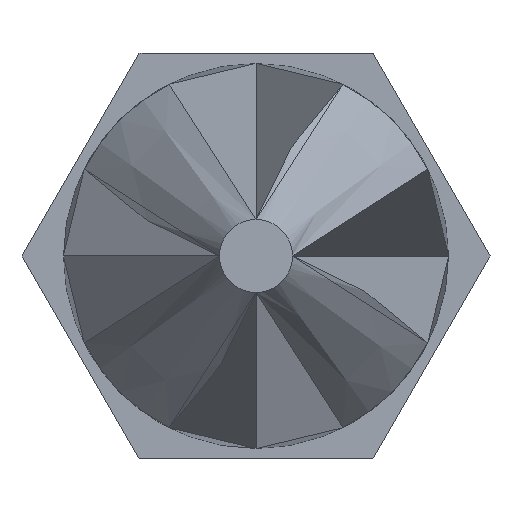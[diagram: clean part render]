
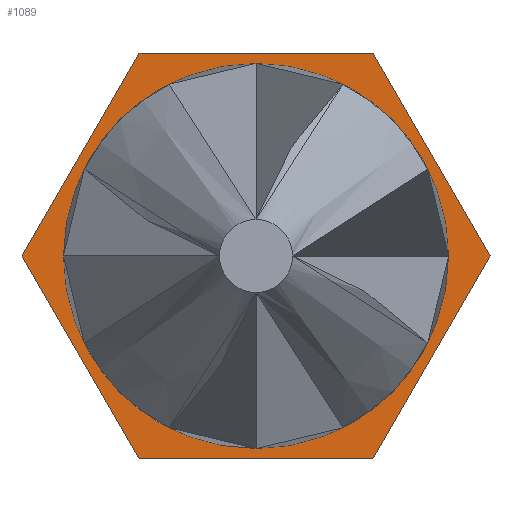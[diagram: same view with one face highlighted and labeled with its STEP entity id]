
A CAD part, front view. The second image highlights one B-rep face of the part: STEP entity #1089.
In plain terms, the highlighted planar face has unit normal (0, -1, 0).
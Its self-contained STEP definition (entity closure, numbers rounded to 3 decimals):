
#7 = FACE_BOUND ( 'NONE', #1171, .T. ) ;
#17 = VERTEX_POINT ( 'NONE', #221 ) ;
#23 = LINE ( 'NONE', #528, #1038 ) ;
#28 = PLANE ( 'NONE',  #1207 ) ;
#29 = DIRECTION ( 'NONE',  ( 0.5, 0., -0.866 ) ) ;
#66 = VERTEX_POINT ( 'NONE', #1180 ) ;
#107 = EDGE_CURVE ( 'NONE', #674, #906, #1125, .T. ) ;
#118 = CARTESIAN_POINT ( 'NONE',  ( 0., 0., 1.425 ) ) ;
#121 = DIRECTION ( 'NONE',  ( -1., 0., 0. ) ) ;
#173 = LINE ( 'NONE', #717, #288 ) ;
#191 = EDGE_CURVE ( 'NONE', #906, #674, #1201, .T. ) ;
#208 = ORIENTED_EDGE ( 'NONE', *, *, #693, .F. ) ;
#221 = CARTESIAN_POINT ( 'NONE',  ( 0.866, 0., 1.5 ) ) ;
#231 = CARTESIAN_POINT ( 'NONE',  ( -0.866, 0., 1.5 ) ) ;
#240 = ORIENTED_EDGE ( 'NONE', *, *, #743, .F. ) ;
#241 = DIRECTION ( 'NONE',  ( 0., -1., 0. ) ) ;
#267 = ORIENTED_EDGE ( 'NONE', *, *, #703, .F. ) ;
#288 = VECTOR ( 'NONE', #807, 1000. ) ;
#301 = FACE_OUTER_BOUND ( 'NONE', #925, .T. ) ;
#312 = ORIENTED_EDGE ( 'NONE', *, *, #107, .F. ) ;
#314 = VECTOR ( 'NONE', #121, 1000. ) ;
#338 = DIRECTION ( 'NONE',  ( -0.5, 0., 0.866 ) ) ;
#341 = CARTESIAN_POINT ( 'NONE',  ( 0.866, 0., -1.5 ) ) ;
#359 = CARTESIAN_POINT ( 'NONE',  ( 1.732, 0., 0. ) ) ;
#474 = ORIENTED_EDGE ( 'NONE', *, *, #191, .F. ) ;
#528 = CARTESIAN_POINT ( 'NONE',  ( -0.866, 0., -1.5 ) ) ;
#529 = CARTESIAN_POINT ( 'NONE',  ( 0., 0., -1.425 ) ) ;
#542 = LINE ( 'NONE', #713, #314 ) ;
#546 = CARTESIAN_POINT ( 'NONE',  ( 0., 0., 0. ) ) ;
#572 = VECTOR ( 'NONE', #1169, 1000. ) ;
#604 = ORIENTED_EDGE ( 'NONE', *, *, #670, .F. ) ;
#635 = DIRECTION ( 'NONE',  ( 1., 0., 0. ) ) ;
#642 = CARTESIAN_POINT ( 'NONE',  ( 0.866, 0., 1.5 ) ) ;
#643 = VECTOR ( 'NONE', #635, 1000. ) ;
#666 = VECTOR ( 'NONE', #29, 1000. ) ;
#670 = EDGE_CURVE ( 'NONE', #1103, #965, #850, .T. ) ;
#674 = VERTEX_POINT ( 'NONE', #118 ) ;
#677 = EDGE_CURVE ( 'NONE', #953, #66, #23, .T. ) ;
#693 = EDGE_CURVE ( 'NONE', #965, #953, #542, .T. ) ;
#703 = EDGE_CURVE ( 'NONE', #66, #945, #173, .T. ) ;
#713 = CARTESIAN_POINT ( 'NONE',  ( 0.866, 0., -1.5 ) ) ;
#717 = CARTESIAN_POINT ( 'NONE',  ( -1.732, 0., 0. ) ) ;
#731 = DIRECTION ( 'NONE',  ( 0., 0., 1. ) ) ;
#743 = EDGE_CURVE ( 'NONE', #945, #17, #928, .T. ) ;
#760 = DIRECTION ( 'NONE',  ( 0., 0., 1. ) ) ;
#762 = DIRECTION ( 'NONE',  ( 0., -1., 0. ) ) ;
#763 = EDGE_CURVE ( 'NONE', #17, #1103, #1061, .T. ) ;
#807 = DIRECTION ( 'NONE',  ( 0.5, 0., 0.866 ) ) ;
#817 = CARTESIAN_POINT ( 'NONE',  ( 0., 0., 0. ) ) ;
#821 = CARTESIAN_POINT ( 'NONE',  ( 0., 0., 0. ) ) ;
#834 = ORIENTED_EDGE ( 'NONE', *, *, #763, .F. ) ;
#850 = LINE ( 'NONE', #1081, #572 ) ;
#906 = VERTEX_POINT ( 'NONE', #529 ) ;
#916 = DIRECTION ( 'NONE',  ( 0., 0., 1. ) ) ;
#919 = DIRECTION ( 'NONE',  ( 0., 1., 0. ) ) ;
#921 = CARTESIAN_POINT ( 'NONE',  ( -0.866, 0., 1.5 ) ) ;
#925 = EDGE_LOOP ( 'NONE', ( #834, #240, #267, #1191, #208, #604 ) ) ;
#928 = LINE ( 'NONE', #921, #643 ) ;
#945 = VERTEX_POINT ( 'NONE', #231 ) ;
#953 = VERTEX_POINT ( 'NONE', #1000 ) ;
#965 = VERTEX_POINT ( 'NONE', #341 ) ;
#998 = AXIS2_PLACEMENT_3D ( 'NONE', #817, #762, #760 ) ;
#1000 = CARTESIAN_POINT ( 'NONE',  ( -0.866, 0., -1.5 ) ) ;
#1038 = VECTOR ( 'NONE', #338, 1000. ) ;
#1061 = LINE ( 'NONE', #642, #666 ) ;
#1081 = CARTESIAN_POINT ( 'NONE',  ( 1.732, 0., 0. ) ) ;
#1089 = ADVANCED_FACE ( 'NONE', ( #301, #7 ), #28, .F. ) ;
#1103 = VERTEX_POINT ( 'NONE', #359 ) ;
#1116 = AXIS2_PLACEMENT_3D ( 'NONE', #821, #241, #916 ) ;
#1125 = CIRCLE ( 'NONE', #998, 1.425 ) ;
#1169 = DIRECTION ( 'NONE',  ( -0.5, 0., -0.866 ) ) ;
#1171 = EDGE_LOOP ( 'NONE', ( #312, #474 ) ) ;
#1180 = CARTESIAN_POINT ( 'NONE',  ( -1.732, 0., 0. ) ) ;
#1191 = ORIENTED_EDGE ( 'NONE', *, *, #677, .F. ) ;
#1201 = CIRCLE ( 'NONE', #1116, 1.425 ) ;
#1207 = AXIS2_PLACEMENT_3D ( 'NONE', #546, #919, #731 ) ;
